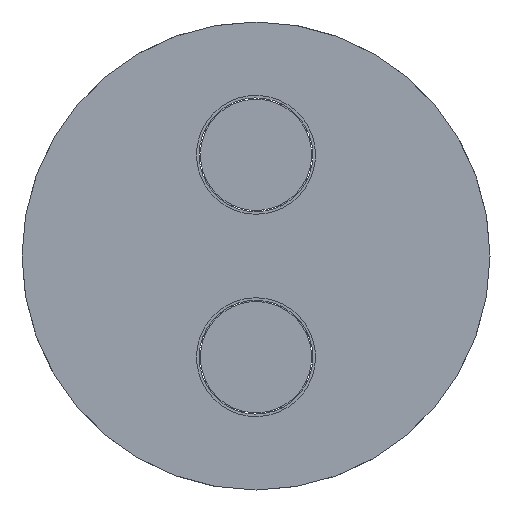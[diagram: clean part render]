
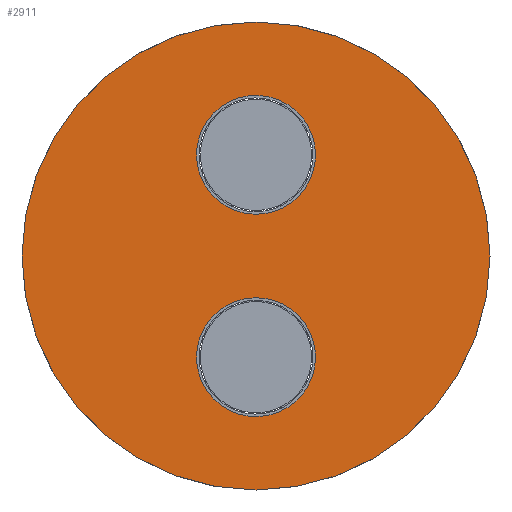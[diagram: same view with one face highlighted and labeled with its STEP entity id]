
A CAD part, front view. The second image highlights one B-rep face of the part: STEP entity #2911.
In plain terms, the highlighted planar face has unit normal (0, -1, 0).
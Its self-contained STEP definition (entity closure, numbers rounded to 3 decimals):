
#1527=CARTESIAN_POINT('Axis2P3D Location',(0.,87.5,40.)) ;
#2710=CARTESIAN_POINT('Vertex',(-92.5,87.5,40.)) ;
#2713=CARTESIAN_POINT('Axis2P3D Location',(0.,87.5,40.)) ;
#2717=CARTESIAN_POINT('Vertex',(92.5,87.5,40.)) ;
#2775=CARTESIAN_POINT('Axis2P3D Location',(0.,87.5,40.)) ;
#2792=CARTESIAN_POINT('Control Point',(12.227,87.5,100.069)) ;
#2793=CARTESIAN_POINT('Control Point',(10.194,87.5,101.307)) ;
#2794=CARTESIAN_POINT('Control Point',(8.004,87.5,102.289)) ;
#2795=CARTESIAN_POINT('Control Point',(5.7,87.5,102.986)) ;
#2796=CARTESIAN_POINT('Control Point',(0.966,87.5,103.782)) ;
#2797=CARTESIAN_POINT('Control Point',(-3.817,87.5,103.373)) ;
#2798=CARTESIAN_POINT('Control Point',(-6.17,87.5,102.864)) ;
#2799=CARTESIAN_POINT('Control Point',(-10.696,87.5,101.263)) ;
#2800=CARTESIAN_POINT('Control Point',(-14.68,87.5,98.584)) ;
#2801=CARTESIAN_POINT('Control Point',(-16.49,87.5,96.997)) ;
#2802=CARTESIAN_POINT('Control Point',(-19.671,87.5,93.401)) ;
#2803=CARTESIAN_POINT('Control Point',(-21.854,87.5,89.125)) ;
#2804=CARTESIAN_POINT('Control Point',(-22.667,87.5,86.859)) ;
#2805=CARTESIAN_POINT('Control Point',(-23.702,87.5,82.171)) ;
#2806=CARTESIAN_POINT('Control Point',(-23.536,87.5,77.373)) ;
#2807=CARTESIAN_POINT('Control Point',(-23.148,87.5,74.997)) ;
#2808=CARTESIAN_POINT('Control Point',(-21.778,87.5,70.396)) ;
#2809=CARTESIAN_POINT('Control Point',(-19.304,87.5,66.281)) ;
#2810=CARTESIAN_POINT('Control Point',(-17.811,87.5,64.392)) ;
#2811=CARTESIAN_POINT('Control Point',(-15.752,87.5,62.377)) ;
#2812=CARTESIAN_POINT('Control Point',(-13.431,87.5,60.707)) ;
#2813=CARTESIAN_POINT('Control Point',(-13.036,87.5,60.438)) ;
#2814=CARTESIAN_POINT('Control Point',(-12.634,87.5,60.18)) ;
#2815=CARTESIAN_POINT('Control Point',(-12.227,87.5,59.931)) ;
#2816=CARTESIAN_POINT('Vertex',(12.227,87.5,100.069)) ;
#2818=CARTESIAN_POINT('Vertex',(-12.227,87.5,59.931)) ;
#2822=CARTESIAN_POINT('Control Point',(-12.227,87.5,59.931)) ;
#2823=CARTESIAN_POINT('Control Point',(-10.194,87.5,58.693)) ;
#2824=CARTESIAN_POINT('Control Point',(-8.004,87.5,57.711)) ;
#2825=CARTESIAN_POINT('Control Point',(-5.7,87.5,57.014)) ;
#2826=CARTESIAN_POINT('Control Point',(-0.966,87.5,56.218)) ;
#2827=CARTESIAN_POINT('Control Point',(3.817,87.5,56.627)) ;
#2828=CARTESIAN_POINT('Control Point',(6.17,87.5,57.136)) ;
#2829=CARTESIAN_POINT('Control Point',(10.696,87.5,58.737)) ;
#2830=CARTESIAN_POINT('Control Point',(14.68,87.5,61.416)) ;
#2831=CARTESIAN_POINT('Control Point',(16.49,87.5,63.003)) ;
#2832=CARTESIAN_POINT('Control Point',(19.671,87.5,66.599)) ;
#2833=CARTESIAN_POINT('Control Point',(21.854,87.5,70.875)) ;
#2834=CARTESIAN_POINT('Control Point',(22.667,87.5,73.141)) ;
#2835=CARTESIAN_POINT('Control Point',(23.702,87.5,77.829)) ;
#2836=CARTESIAN_POINT('Control Point',(23.536,87.5,82.627)) ;
#2837=CARTESIAN_POINT('Control Point',(23.148,87.5,85.003)) ;
#2838=CARTESIAN_POINT('Control Point',(21.778,87.5,89.604)) ;
#2839=CARTESIAN_POINT('Control Point',(19.304,87.5,93.719)) ;
#2840=CARTESIAN_POINT('Control Point',(17.811,87.5,95.608)) ;
#2841=CARTESIAN_POINT('Control Point',(15.752,87.5,97.623)) ;
#2842=CARTESIAN_POINT('Control Point',(13.431,87.5,99.293)) ;
#2843=CARTESIAN_POINT('Control Point',(13.036,87.5,99.562)) ;
#2844=CARTESIAN_POINT('Control Point',(12.634,87.5,99.82)) ;
#2845=CARTESIAN_POINT('Control Point',(12.227,87.5,100.069)) ;
#2852=CARTESIAN_POINT('Control Point',(-12.227,87.5,20.069)) ;
#2853=CARTESIAN_POINT('Control Point',(-10.194,87.5,21.307)) ;
#2854=CARTESIAN_POINT('Control Point',(-8.004,87.5,22.289)) ;
#2855=CARTESIAN_POINT('Control Point',(-5.7,87.5,22.986)) ;
#2856=CARTESIAN_POINT('Control Point',(-0.966,87.5,23.782)) ;
#2857=CARTESIAN_POINT('Control Point',(3.817,87.5,23.373)) ;
#2858=CARTESIAN_POINT('Control Point',(6.17,87.5,22.864)) ;
#2859=CARTESIAN_POINT('Control Point',(10.696,87.5,21.263)) ;
#2860=CARTESIAN_POINT('Control Point',(14.68,87.5,18.584)) ;
#2861=CARTESIAN_POINT('Control Point',(16.49,87.5,16.997)) ;
#2862=CARTESIAN_POINT('Control Point',(19.671,87.5,13.401)) ;
#2863=CARTESIAN_POINT('Control Point',(21.854,87.5,9.125)) ;
#2864=CARTESIAN_POINT('Control Point',(22.667,87.5,6.859)) ;
#2865=CARTESIAN_POINT('Control Point',(23.702,87.5,2.171)) ;
#2866=CARTESIAN_POINT('Control Point',(23.536,87.5,-2.627)) ;
#2867=CARTESIAN_POINT('Control Point',(23.148,87.5,-5.003)) ;
#2868=CARTESIAN_POINT('Control Point',(21.778,87.5,-9.604)) ;
#2869=CARTESIAN_POINT('Control Point',(19.304,87.5,-13.719)) ;
#2870=CARTESIAN_POINT('Control Point',(17.811,87.5,-15.608)) ;
#2871=CARTESIAN_POINT('Control Point',(15.752,87.5,-17.623)) ;
#2872=CARTESIAN_POINT('Control Point',(13.431,87.5,-19.293)) ;
#2873=CARTESIAN_POINT('Control Point',(13.036,87.5,-19.562)) ;
#2874=CARTESIAN_POINT('Control Point',(12.634,87.5,-19.82)) ;
#2875=CARTESIAN_POINT('Control Point',(12.227,87.5,-20.069)) ;
#2876=CARTESIAN_POINT('Vertex',(-12.227,87.5,20.069)) ;
#2878=CARTESIAN_POINT('Vertex',(12.227,87.5,-20.069)) ;
#2882=CARTESIAN_POINT('Control Point',(12.227,87.5,-20.069)) ;
#2883=CARTESIAN_POINT('Control Point',(10.194,87.5,-21.307)) ;
#2884=CARTESIAN_POINT('Control Point',(8.004,87.5,-22.289)) ;
#2885=CARTESIAN_POINT('Control Point',(5.7,87.5,-22.986)) ;
#2886=CARTESIAN_POINT('Control Point',(0.966,87.5,-23.782)) ;
#2887=CARTESIAN_POINT('Control Point',(-3.817,87.5,-23.373)) ;
#2888=CARTESIAN_POINT('Control Point',(-6.17,87.5,-22.864)) ;
#2889=CARTESIAN_POINT('Control Point',(-10.696,87.5,-21.263)) ;
#2890=CARTESIAN_POINT('Control Point',(-14.68,87.5,-18.584)) ;
#2891=CARTESIAN_POINT('Control Point',(-16.49,87.5,-16.997)) ;
#2892=CARTESIAN_POINT('Control Point',(-19.671,87.5,-13.401)) ;
#2893=CARTESIAN_POINT('Control Point',(-21.854,87.5,-9.125)) ;
#2894=CARTESIAN_POINT('Control Point',(-22.667,87.5,-6.859)) ;
#2895=CARTESIAN_POINT('Control Point',(-23.702,87.5,-2.171)) ;
#2896=CARTESIAN_POINT('Control Point',(-23.536,87.5,2.627)) ;
#2897=CARTESIAN_POINT('Control Point',(-23.148,87.5,5.003)) ;
#2898=CARTESIAN_POINT('Control Point',(-21.778,87.5,9.604)) ;
#2899=CARTESIAN_POINT('Control Point',(-19.304,87.5,13.719)) ;
#2900=CARTESIAN_POINT('Control Point',(-17.811,87.5,15.608)) ;
#2901=CARTESIAN_POINT('Control Point',(-15.752,87.5,17.623)) ;
#2902=CARTESIAN_POINT('Control Point',(-13.431,87.5,19.293)) ;
#2903=CARTESIAN_POINT('Control Point',(-13.036,87.5,19.562)) ;
#2904=CARTESIAN_POINT('Control Point',(-12.634,87.5,19.82)) ;
#2905=CARTESIAN_POINT('Control Point',(-12.227,87.5,20.069)) ;
#1528=DIRECTION('Axis2P3D Direction',(0.,1.,0.)) ;
#1529=DIRECTION('Axis2P3D XDirection',(-1.,0.,0.)) ;
#2714=DIRECTION('Axis2P3D Direction',(0.,1.,0.)) ;
#2776=DIRECTION('Axis2P3D Direction',(0.,1.,0.)) ;
#1530=AXIS2_PLACEMENT_3D('Plane Axis2P3D',#1527,#1528,#1529) ;
#2715=AXIS2_PLACEMENT_3D('Circle Axis2P3D',#2713,#2714,$) ;
#2777=AXIS2_PLACEMENT_3D('Circle Axis2P3D',#2775,#2776,$) ;
#2788=ORIENTED_EDGE('',*,*,#2779,.F.) ;
#2789=ORIENTED_EDGE('',*,*,#2719,.F.) ;
#2848=ORIENTED_EDGE('',*,*,#2820,.F.) ;
#2849=ORIENTED_EDGE('',*,*,#2846,.F.) ;
#2908=ORIENTED_EDGE('',*,*,#2880,.T.) ;
#2909=ORIENTED_EDGE('',*,*,#2906,.T.) ;
#2850=FACE_BOUND('',#2847,.T.) ;
#2910=FACE_BOUND('',#2907,.T.) ;
#2911=ADVANCED_FACE('PartBody',(#2790,#2850,#2910),#1531,.F.) ;
#2791=B_SPLINE_CURVE_WITH_KNOTS('',5,(#2792,#2793,#2794,#2795,#2796,#2797,#2798,#2799,#2800,#2801,#2802,#2803,#2804,#2805,#2806,#2807,#2808,#2809,#2810,#2811,#2812,#2813,#2814,#2815),.UNSPECIFIED.,.F.,.U.,(6,3,3,3,3,3,3,6),(0.,16.835,33.674,50.514,67.353,84.192,101.032,104.406),.UNSPECIFIED.) ;
#2821=B_SPLINE_CURVE_WITH_KNOTS('',5,(#2822,#2823,#2824,#2825,#2826,#2827,#2828,#2829,#2830,#2831,#2832,#2833,#2834,#2835,#2836,#2837,#2838,#2839,#2840,#2841,#2842,#2843,#2844,#2845),.UNSPECIFIED.,.F.,.U.,(6,3,3,3,3,3,3,6),(0.,16.835,33.674,50.514,67.353,84.192,101.032,104.406),.UNSPECIFIED.) ;
#2851=B_SPLINE_CURVE_WITH_KNOTS('',5,(#2852,#2853,#2854,#2855,#2856,#2857,#2858,#2859,#2860,#2861,#2862,#2863,#2864,#2865,#2866,#2867,#2868,#2869,#2870,#2871,#2872,#2873,#2874,#2875),.UNSPECIFIED.,.F.,.U.,(6,3,3,3,3,3,3,6),(0.,16.835,33.674,50.514,67.353,84.192,101.032,104.406),.UNSPECIFIED.) ;
#2881=B_SPLINE_CURVE_WITH_KNOTS('',5,(#2882,#2883,#2884,#2885,#2886,#2887,#2888,#2889,#2890,#2891,#2892,#2893,#2894,#2895,#2896,#2897,#2898,#2899,#2900,#2901,#2902,#2903,#2904,#2905),.UNSPECIFIED.,.F.,.U.,(6,3,3,3,3,3,3,6),(0.,16.835,33.674,50.514,67.353,84.192,101.032,104.406),.UNSPECIFIED.) ;
#2716=CIRCLE('generated circle',#2715,92.5) ;
#2778=CIRCLE('generated circle',#2777,92.5) ;
#2719=EDGE_CURVE('',#2711,#2718,#2716,.T.) ;
#2779=EDGE_CURVE('',#2718,#2711,#2778,.T.) ;
#2820=EDGE_CURVE('',#2817,#2819,#2791,.T.) ;
#2846=EDGE_CURVE('',#2819,#2817,#2821,.T.) ;
#2880=EDGE_CURVE('',#2877,#2879,#2851,.T.) ;
#2906=EDGE_CURVE('',#2879,#2877,#2881,.T.) ;
#2787=EDGE_LOOP('',(#2788,#2789)) ;
#2847=EDGE_LOOP('',(#2848,#2849)) ;
#2907=EDGE_LOOP('',(#2908,#2909)) ;
#2790=FACE_OUTER_BOUND('',#2787,.T.) ;
#1531=PLANE('',#1530) ;
#2711=VERTEX_POINT('',#2710) ;
#2718=VERTEX_POINT('',#2717) ;
#2817=VERTEX_POINT('',#2816) ;
#2819=VERTEX_POINT('',#2818) ;
#2877=VERTEX_POINT('',#2876) ;
#2879=VERTEX_POINT('',#2878) ;
